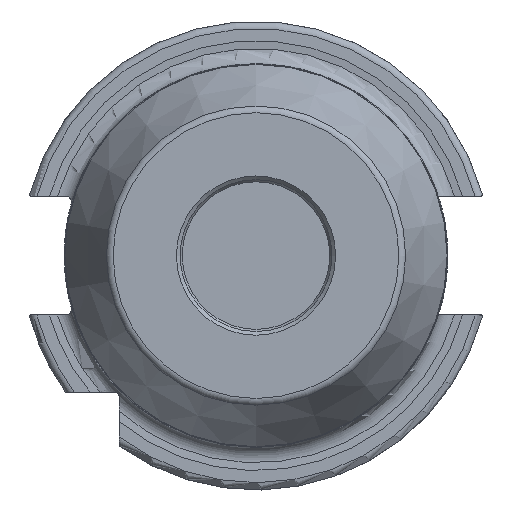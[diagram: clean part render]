
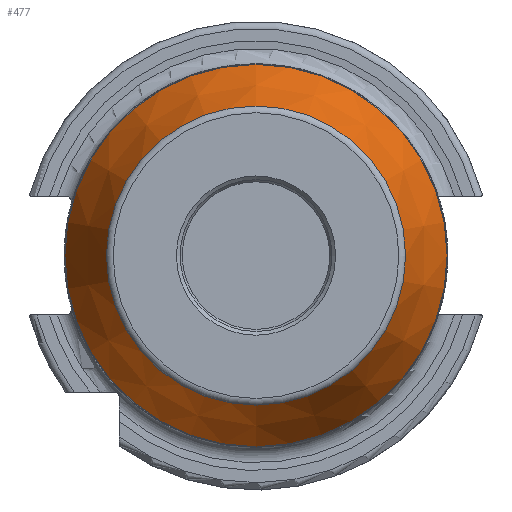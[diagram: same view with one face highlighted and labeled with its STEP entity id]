
A CAD part, left-side view. The second image highlights one B-rep face of the part: STEP entity #477.
In plain terms, the highlighted conical face has half-angle 25 degrees and reference radius 20.269 mm.
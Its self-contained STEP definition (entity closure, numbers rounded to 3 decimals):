
#201=CONICAL_SURFACE('',#2065,20.269,25.);
#383=FACE_BOUND('',#715,.T.);
#384=FACE_BOUND('',#716,.T.);
#477=ADVANCED_FACE('',(#383,#384),#201,.T.);
#715=EDGE_LOOP('',(#1070));
#716=EDGE_LOOP('',(#1071));
#1070=ORIENTED_EDGE('',*,*,#1762,.T.);
#1071=ORIENTED_EDGE('',*,*,#1763,.F.);
#1508=VERTEX_POINT('',#3972);
#1509=VERTEX_POINT('',#3975);
#1762=EDGE_CURVE('',#1508,#1508,#1887,.T.);
#1763=EDGE_CURVE('',#1509,#1509,#1888,.T.);
#1887=CIRCLE('',#2062,25.901);
#1888=CIRCLE('',#2064,20.269);
#2062=AXIS2_PLACEMENT_3D('',#3971,#2460,#2461);
#2064=AXIS2_PLACEMENT_3D('',#3974,#2464,#2465);
#2065=AXIS2_PLACEMENT_3D('',#3976,#2466,#2467);
#2460=DIRECTION('',(-1.,0.,0.));
#2461=DIRECTION('',(0.,0.,-1.));
#2464=DIRECTION('',(-1.,0.,0.));
#2465=DIRECTION('',(0.,0.,-1.));
#2466=DIRECTION('',(1.,0.,0.));
#2467=DIRECTION('',(0.,0.,-1.));
#3971=CARTESIAN_POINT('',(12.656,0.,0.));
#3972=CARTESIAN_POINT('',(12.656,0.,-25.901));
#3974=CARTESIAN_POINT('',(0.577,0.,0.));
#3975=CARTESIAN_POINT('',(0.577,0.,-20.269));
#3976=CARTESIAN_POINT('',(0.577,0.,0.));
